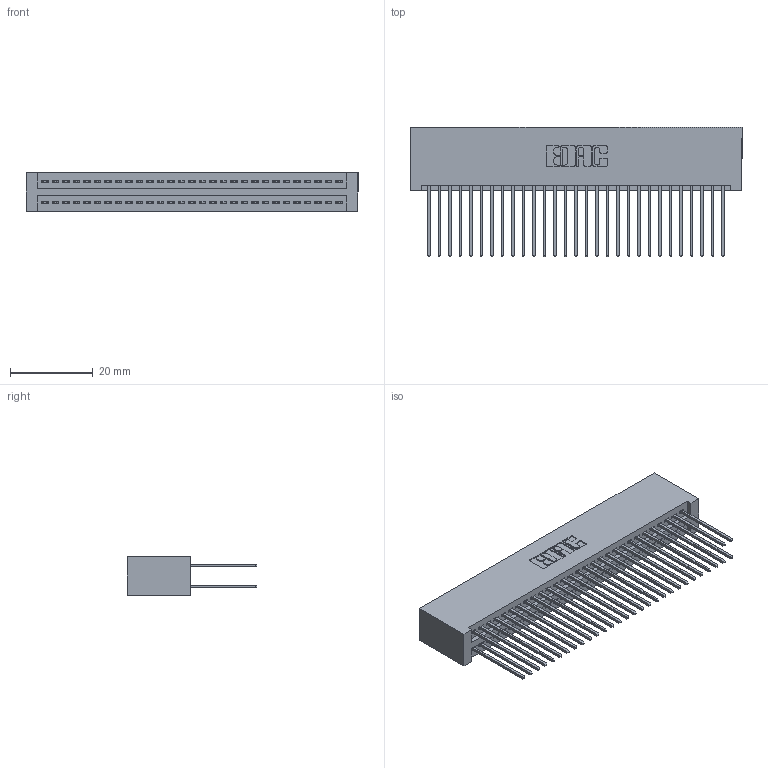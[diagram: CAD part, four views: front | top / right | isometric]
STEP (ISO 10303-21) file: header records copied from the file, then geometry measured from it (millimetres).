
FILE_DESCRIPTION (( 'STEP AP203' ), '1' );
FILE_NAME ('395-058-542-201.STEP', '2018-11-23T03:16:29', ( '' ), ( '' ), 'SwSTEP 2.0', 'SolidWorks 2016', '' );
FILE_SCHEMA (( 'CONFIG_CONTROL_DESIGN' ));
Length unit declared in the file: inch
Products named in the file (3): 345-292-001_345-293-142; 395-058-542-201; 345 Part_No Mounting Lugs
Assembly tree (59 placements, depth 2):
  395-058-542-201
    345 Part_No Mounting Lugs
    345-292-001_345-293-142  x58
Bounding box: 80.26 x 31.29 x 9.4 mm (x, y, z)
Volume: 8562.5 mm3; surface area: 13971.9 mm2
Topology: 59 solids, 59 shells, 3018 faces, 8959 edges, 5894 vertices
Faces by surface type: plane 1990, cylinder 1028
Entity records: 24245 total; most frequent: CARTESIAN_POINT 4076, ORIENTED_EDGE 4010, DIRECTION 3605, EDGE_CURVE 2005, VECTOR 1765, LINE 1765, VERTEX_POINT 1334, AXIS2_PLACEMENT_3D 920
